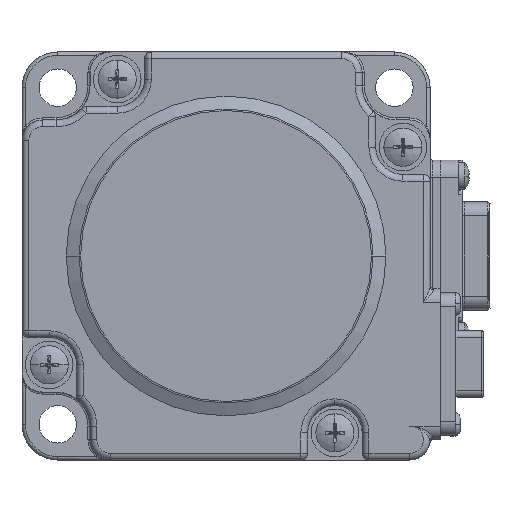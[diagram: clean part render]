
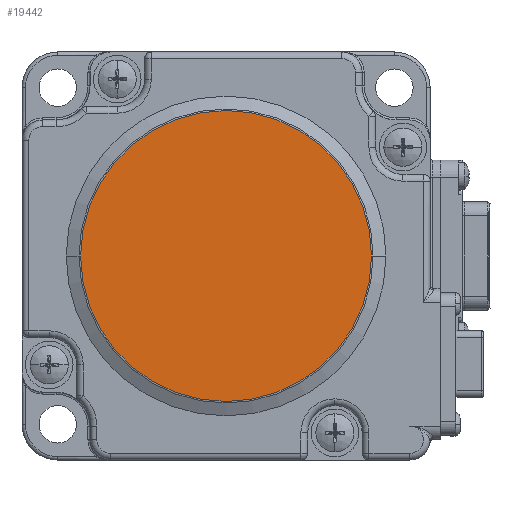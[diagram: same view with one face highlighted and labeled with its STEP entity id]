
A CAD part, front view. The second image highlights one B-rep face of the part: STEP entity #19442.
In plain terms, the highlighted planar face has unit normal (0, -1, 0).
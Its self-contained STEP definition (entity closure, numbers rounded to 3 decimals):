
#2516 = DIRECTION ( 'NONE',  ( 0., -1., 0. ) ) ;
#2834 = CARTESIAN_POINT ( 'NONE',  ( 21.382, -87.15, 0. ) ) ;
#3461 = FACE_OUTER_BOUND ( 'NONE', #6715, .T. ) ;
#6225 = AXIS2_PLACEMENT_3D ( 'NONE', #18314, #12069, #20735 ) ;
#6715 = EDGE_LOOP ( 'NONE', ( #21440, #26758 ) ) ;
#10386 = EDGE_CURVE ( 'NONE', #17035, #18565, #13915, .T. ) ;
#11041 = CARTESIAN_POINT ( 'NONE',  ( 0., -87.15, 0. ) ) ;
#11531 = CIRCLE ( 'NONE', #18353, 21.382 ) ;
#11556 = AXIS2_PLACEMENT_3D ( 'NONE', #16395, #12126, #27008 ) ;
#12069 = DIRECTION ( 'NONE',  ( 0., -1., 0. ) ) ;
#12126 = DIRECTION ( 'NONE',  ( 0., -1., 0. ) ) ;
#13915 = CIRCLE ( 'NONE', #6225, 21.382 ) ;
#16395 = CARTESIAN_POINT ( 'NONE',  ( 0., -87.15, 0. ) ) ;
#16666 = CARTESIAN_POINT ( 'NONE',  ( -21.382, -87.15, 0. ) ) ;
#17035 = VERTEX_POINT ( 'NONE', #16666 ) ;
#18314 = CARTESIAN_POINT ( 'NONE',  ( 0., -87.15, 0. ) ) ;
#18353 = AXIS2_PLACEMENT_3D ( 'NONE', #11041, #2516, #26214 ) ;
#18565 = VERTEX_POINT ( 'NONE', #2834 ) ;
#18652 = PLANE ( 'NONE',  #11556 ) ;
#19442 = ADVANCED_FACE ( 'NONE', ( #3461 ), #18652, .T. ) ;
#20735 = DIRECTION ( 'NONE',  ( -1., 0., 0. ) ) ;
#21440 = ORIENTED_EDGE ( 'NONE', *, *, #10386, .T. ) ;
#24351 = EDGE_CURVE ( 'NONE', #18565, #17035, #11531, .T. ) ;
#26214 = DIRECTION ( 'NONE',  ( -1., 0., 0. ) ) ;
#26758 = ORIENTED_EDGE ( 'NONE', *, *, #24351, .T. ) ;
#27008 = DIRECTION ( 'NONE',  ( -1., 0., 0. ) ) ;
